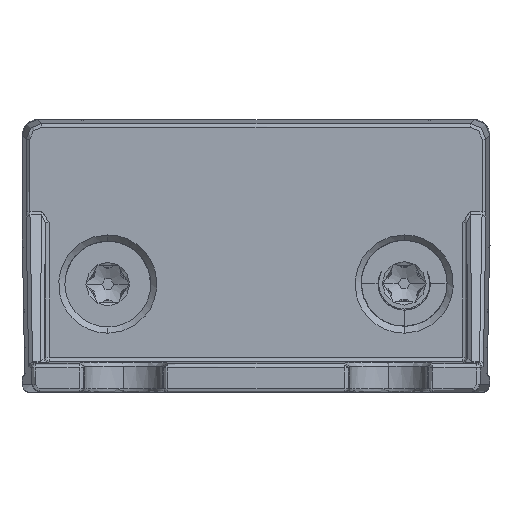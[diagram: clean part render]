
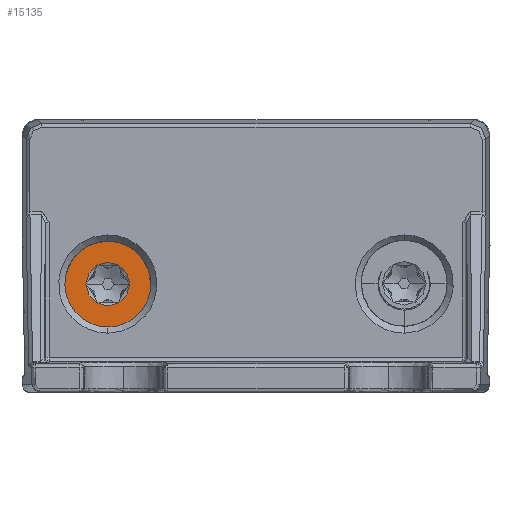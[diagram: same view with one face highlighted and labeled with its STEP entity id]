
A CAD part, front view. The second image highlights one B-rep face of the part: STEP entity #15135.
In plain terms, the highlighted planar face has unit normal (0, -1, 0).
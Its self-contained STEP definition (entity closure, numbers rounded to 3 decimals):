
#14125=AXIS2_PLACEMENT_3D('Circle Axis2P3D',#14123,#14124,$) ;
#15043=AXIS2_PLACEMENT_3D('Plane Axis2P3D',#15040,#15041,#15042) ;
#14113=CARTESIAN_POINT('Vertex',(2.75,20.,6.95)) ;
#14120=CARTESIAN_POINT('Vertex',(8.25,20.,6.95)) ;
#14123=CARTESIAN_POINT('Axis2P3D Location',(5.5,20.,6.95)) ;
#14142=CARTESIAN_POINT('Control Point',(2.75,20.,6.95)) ;
#14143=CARTESIAN_POINT('Control Point',(2.75,20.,7.814)) ;
#14144=CARTESIAN_POINT('Control Point',(3.089,20.,8.678)) ;
#14145=CARTESIAN_POINT('Control Point',(3.772,20.,9.361)) ;
#14146=CARTESIAN_POINT('Control Point',(5.5,20.,10.039)) ;
#14147=CARTESIAN_POINT('Control Point',(7.228,20.,9.361)) ;
#14148=CARTESIAN_POINT('Control Point',(7.911,20.,8.678)) ;
#14149=CARTESIAN_POINT('Control Point',(8.25,20.,7.814)) ;
#14150=CARTESIAN_POINT('Control Point',(8.25,20.,6.95)) ;
#15040=CARTESIAN_POINT('Axis2P3D Location',(4.125,20.,6.95)) ;
#15050=CARTESIAN_POINT('Control Point',(4.8,20.,8.162)) ;
#15051=CARTESIAN_POINT('Control Point',(4.951,20.,8.249)) ;
#15052=CARTESIAN_POINT('Control Point',(5.115,20.,8.313)) ;
#15053=CARTESIAN_POINT('Control Point',(5.287,20.,8.35)) ;
#15054=CARTESIAN_POINT('Control Point',(5.584,20.,8.367)) ;
#15055=CARTESIAN_POINT('Control Point',(5.872,20.,8.307)) ;
#15056=CARTESIAN_POINT('Control Point',(5.987,20.,8.271)) ;
#15057=CARTESIAN_POINT('Control Point',(6.097,20.,8.222)) ;
#15058=CARTESIAN_POINT('Control Point',(6.2,20.,8.162)) ;
#15059=CARTESIAN_POINT('Vertex',(4.8,20.,8.162)) ;
#15061=CARTESIAN_POINT('Vertex',(6.2,20.,8.162)) ;
#15065=CARTESIAN_POINT('Control Point',(6.2,20.,8.162)) ;
#15066=CARTESIAN_POINT('Control Point',(6.351,20.,8.075)) ;
#15067=CARTESIAN_POINT('Control Point',(6.488,20.,7.965)) ;
#15068=CARTESIAN_POINT('Control Point',(6.606,20.,7.834)) ;
#15069=CARTESIAN_POINT('Control Point',(6.769,20.,7.586)) ;
#15070=CARTESIAN_POINT('Control Point',(6.862,20.,7.306)) ;
#15071=CARTESIAN_POINT('Control Point',(6.887,20.,7.189)) ;
#15072=CARTESIAN_POINT('Control Point',(6.9,20.,7.069)) ;
#15073=CARTESIAN_POINT('Control Point',(6.9,20.,6.95)) ;
#15074=CARTESIAN_POINT('Vertex',(6.9,20.,6.95)) ;
#15078=CARTESIAN_POINT('Control Point',(6.9,20.,6.95)) ;
#15079=CARTESIAN_POINT('Control Point',(6.9,20.,6.776)) ;
#15080=CARTESIAN_POINT('Control Point',(6.873,20.,6.602)) ;
#15081=CARTESIAN_POINT('Control Point',(6.819,20.,6.434)) ;
#15082=CARTESIAN_POINT('Control Point',(6.685,20.,6.169)) ;
#15083=CARTESIAN_POINT('Control Point',(6.489,20.,5.949)) ;
#15084=CARTESIAN_POINT('Control Point',(6.4,20.,5.868)) ;
#15085=CARTESIAN_POINT('Control Point',(6.303,20.,5.797)) ;
#15086=CARTESIAN_POINT('Control Point',(6.2,20.,5.738)) ;
#15087=CARTESIAN_POINT('Vertex',(6.2,20.,5.738)) ;
#15091=CARTESIAN_POINT('Control Point',(6.2,20.,5.738)) ;
#15092=CARTESIAN_POINT('Control Point',(6.049,20.,5.651)) ;
#15093=CARTESIAN_POINT('Control Point',(5.885,20.,5.587)) ;
#15094=CARTESIAN_POINT('Control Point',(5.713,20.,5.55)) ;
#15095=CARTESIAN_POINT('Control Point',(5.416,20.,5.533)) ;
#15096=CARTESIAN_POINT('Control Point',(5.128,20.,5.593)) ;
#15097=CARTESIAN_POINT('Control Point',(5.013,20.,5.629)) ;
#15098=CARTESIAN_POINT('Control Point',(4.903,20.,5.678)) ;
#15099=CARTESIAN_POINT('Control Point',(4.8,20.,5.738)) ;
#15100=CARTESIAN_POINT('Vertex',(4.8,20.,5.738)) ;
#15104=CARTESIAN_POINT('Control Point',(4.8,20.,5.738)) ;
#15105=CARTESIAN_POINT('Control Point',(4.649,20.,5.825)) ;
#15106=CARTESIAN_POINT('Control Point',(4.512,20.,5.935)) ;
#15107=CARTESIAN_POINT('Control Point',(4.394,20.,6.066)) ;
#15108=CARTESIAN_POINT('Control Point',(4.231,20.,6.314)) ;
#15109=CARTESIAN_POINT('Control Point',(4.138,20.,6.594)) ;
#15110=CARTESIAN_POINT('Control Point',(4.113,20.,6.711)) ;
#15111=CARTESIAN_POINT('Control Point',(4.1,20.,6.831)) ;
#15112=CARTESIAN_POINT('Control Point',(4.1,20.,6.95)) ;
#15113=CARTESIAN_POINT('Vertex',(4.1,20.,6.95)) ;
#15117=CARTESIAN_POINT('Control Point',(4.1,20.,6.95)) ;
#15118=CARTESIAN_POINT('Control Point',(4.1,20.,7.124)) ;
#15119=CARTESIAN_POINT('Control Point',(4.127,20.,7.298)) ;
#15120=CARTESIAN_POINT('Control Point',(4.181,20.,7.466)) ;
#15121=CARTESIAN_POINT('Control Point',(4.315,20.,7.731)) ;
#15122=CARTESIAN_POINT('Control Point',(4.511,20.,7.951)) ;
#15123=CARTESIAN_POINT('Control Point',(4.6,20.,8.032)) ;
#15124=CARTESIAN_POINT('Control Point',(4.697,20.,8.103)) ;
#15125=CARTESIAN_POINT('Control Point',(4.8,20.,8.162)) ;
#14124=DIRECTION('Axis2P3D Direction',(0.,1.,0.)) ;
#15041=DIRECTION('Axis2P3D Direction',(0.,-1.,0.)) ;
#15042=DIRECTION('Axis2P3D XDirection',(0.,0.,1.)) ;
#15046=ORIENTED_EDGE('',*,*,#14151,.F.) ;
#15047=ORIENTED_EDGE('',*,*,#14127,.F.) ;
#15128=ORIENTED_EDGE('',*,*,#15063,.T.) ;
#15129=ORIENTED_EDGE('',*,*,#15076,.T.) ;
#15130=ORIENTED_EDGE('',*,*,#15089,.T.) ;
#15131=ORIENTED_EDGE('',*,*,#15102,.T.) ;
#15132=ORIENTED_EDGE('',*,*,#15115,.T.) ;
#15133=ORIENTED_EDGE('',*,*,#15126,.T.) ;
#15134=FACE_BOUND('',#15127,.T.) ;
#15135=ADVANCED_FACE('Hauptkoerper',(#15048,#15134),#15044,.T.) ;
#14141=B_SPLINE_CURVE_WITH_KNOTS('',5,(#14142,#14143,#14144,#14145,#14146,#14147,#14148,#14149,#14150),.UNSPECIFIED.,.F.,.U.,(6,3,6),(-4.32,0.,4.32),.UNSPECIFIED.) ;
#15049=B_SPLINE_CURVE_WITH_KNOTS('',5,(#15050,#15051,#15052,#15053,#15054,#15055,#15056,#15057,#15058),.UNSPECIFIED.,.F.,.U.,(6,3,6),(0.,1.23,2.073),.UNSPECIFIED.) ;
#15064=B_SPLINE_CURVE_WITH_KNOTS('',5,(#15065,#15066,#15067,#15068,#15069,#15070,#15071,#15072,#15073),.UNSPECIFIED.,.F.,.U.,(6,3,6),(0.,1.23,2.073),.UNSPECIFIED.) ;
#15077=B_SPLINE_CURVE_WITH_KNOTS('',5,(#15078,#15079,#15080,#15081,#15082,#15083,#15084,#15085,#15086),.UNSPECIFIED.,.F.,.U.,(6,3,6),(0.,1.23,2.073),.UNSPECIFIED.) ;
#15090=B_SPLINE_CURVE_WITH_KNOTS('',5,(#15091,#15092,#15093,#15094,#15095,#15096,#15097,#15098,#15099),.UNSPECIFIED.,.F.,.U.,(6,3,6),(0.,1.23,2.073),.UNSPECIFIED.) ;
#15103=B_SPLINE_CURVE_WITH_KNOTS('',5,(#15104,#15105,#15106,#15107,#15108,#15109,#15110,#15111,#15112),.UNSPECIFIED.,.F.,.U.,(6,3,6),(0.,1.23,2.073),.UNSPECIFIED.) ;
#15116=B_SPLINE_CURVE_WITH_KNOTS('',5,(#15117,#15118,#15119,#15120,#15121,#15122,#15123,#15124,#15125),.UNSPECIFIED.,.F.,.U.,(6,3,6),(0.,1.23,2.073),.UNSPECIFIED.) ;
#14126=CIRCLE('generated circle',#14125,2.75) ;
#14127=EDGE_CURVE('',#14121,#14114,#14126,.T.) ;
#14151=EDGE_CURVE('',#14114,#14121,#14141,.T.) ;
#15063=EDGE_CURVE('',#15060,#15062,#15049,.T.) ;
#15076=EDGE_CURVE('',#15062,#15075,#15064,.T.) ;
#15089=EDGE_CURVE('',#15075,#15088,#15077,.T.) ;
#15102=EDGE_CURVE('',#15088,#15101,#15090,.T.) ;
#15115=EDGE_CURVE('',#15101,#15114,#15103,.T.) ;
#15126=EDGE_CURVE('',#15114,#15060,#15116,.T.) ;
#15045=EDGE_LOOP('',(#15046,#15047)) ;
#15127=EDGE_LOOP('',(#15128,#15129,#15130,#15131,#15132,#15133)) ;
#15048=FACE_OUTER_BOUND('',#15045,.T.) ;
#15044=PLANE('',#15043) ;
#14114=VERTEX_POINT('',#14113) ;
#14121=VERTEX_POINT('',#14120) ;
#15060=VERTEX_POINT('',#15059) ;
#15062=VERTEX_POINT('',#15061) ;
#15075=VERTEX_POINT('',#15074) ;
#15088=VERTEX_POINT('',#15087) ;
#15101=VERTEX_POINT('',#15100) ;
#15114=VERTEX_POINT('',#15113) ;
